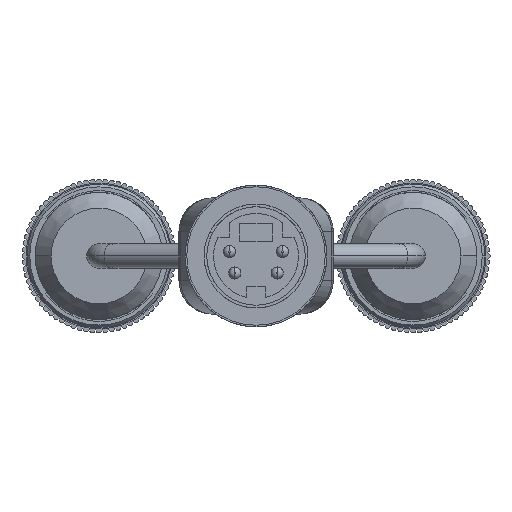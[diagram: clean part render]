
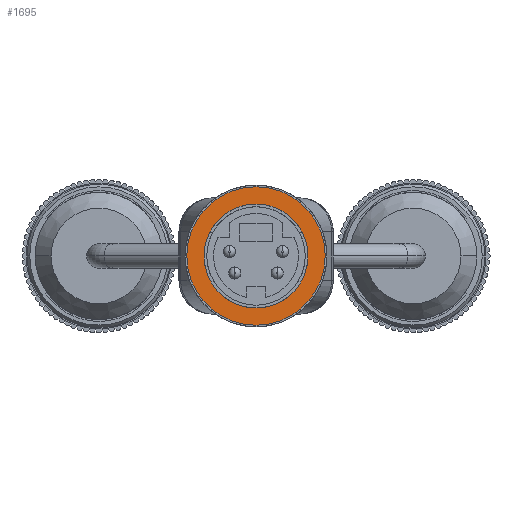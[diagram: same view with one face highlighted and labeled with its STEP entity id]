
A CAD part, front view. The second image highlights one B-rep face of the part: STEP entity #1695.
In plain terms, the highlighted face is planar.
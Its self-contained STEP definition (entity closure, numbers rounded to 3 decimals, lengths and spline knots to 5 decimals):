
#1589 = EDGE_CURVE ( 'NONE', #20364, #20341, #6863, .T. ) ;
#1695 = ADVANCED_FACE ( 'NONE', ( #6965, #6964 ), #6970, .T. ) ;
#1697 = EDGE_LOOP ( 'NONE', ( #1706, #1712 ) ) ;
#1701 = EDGE_CURVE ( 'NONE', #14427, #16114, #6963, .T. ) ;
#1706 = ORIENTED_EDGE ( 'NONE', *, *, #1701, .T. ) ;
#1707 = EDGE_LOOP ( 'NONE', ( #1713, #1721 ) ) ;
#1712 = ORIENTED_EDGE ( 'NONE', *, *, #16263, .T. ) ;
#1713 = ORIENTED_EDGE ( 'NONE', *, *, #1589, .F. ) ;
#1721 = ORIENTED_EDGE ( 'NONE', *, *, #20343, .F. ) ;
#6859 = DIRECTION ( 'NONE',  ( 0., 0., 1. ) ) ;
#6860 = DIRECTION ( 'NONE',  ( 0., 1., 0. ) ) ;
#6861 = CARTESIAN_POINT ( 'NONE',  ( 0., 0.0195, 0. ) ) ;
#6862 = AXIS2_PLACEMENT_3D ( 'NONE', #6861, #6860, #6859 ) ;
#6863 = CIRCLE ( 'NONE', #6862, 0.1925 ) ;
#6959 = DIRECTION ( 'NONE',  ( 0., 0., 1. ) ) ;
#6960 = DIRECTION ( 'NONE',  ( 0., 1., 0. ) ) ;
#6961 = CARTESIAN_POINT ( 'NONE',  ( 0., 0.0195, 0. ) ) ;
#6962 = AXIS2_PLACEMENT_3D ( 'NONE', #6961, #6960, #6959 ) ;
#6963 = CIRCLE ( 'NONE', #7031, 0.2565 ) ;
#6964 = FACE_BOUND ( 'NONE', #1707, .T. ) ;
#6965 = FACE_OUTER_BOUND ( 'NONE', #1697, .T. ) ;
#6970 = PLANE ( 'NONE',  #6962 ) ;
#7028 = DIRECTION ( 'NONE',  ( 0., 0., 1. ) ) ;
#7029 = DIRECTION ( 'NONE',  ( 0., 1., 0. ) ) ;
#7030 = CARTESIAN_POINT ( 'NONE',  ( 0., 0.0195, 0. ) ) ;
#7031 = AXIS2_PLACEMENT_3D ( 'NONE', #7030, #7029, #7028 ) ;
#13646 = CARTESIAN_POINT ( 'NONE',  ( 0., 0.0195, -0.2565 ) ) ;
#13673 = DIRECTION ( 'NONE',  ( 0., 0., 1. ) ) ;
#13674 = DIRECTION ( 'NONE',  ( 0., 1., 0. ) ) ;
#13675 = CARTESIAN_POINT ( 'NONE',  ( 0., 0.0195, 0. ) ) ;
#13676 = AXIS2_PLACEMENT_3D ( 'NONE', #13675, #13674, #13673 ) ;
#13677 = CIRCLE ( 'NONE', #13676, 0.2565 ) ;
#13678 = CARTESIAN_POINT ( 'NONE',  ( 0., 0.0195, 0.2565 ) ) ;
#14427 = VERTEX_POINT ( 'NONE', #13646 ) ;
#14951 = CIRCLE ( 'NONE', #14959, 0.1925 ) ;
#14957 = DIRECTION ( 'NONE',  ( 0., 0., 1. ) ) ;
#14958 = DIRECTION ( 'NONE',  ( 0., 1., 0. ) ) ;
#14959 = AXIS2_PLACEMENT_3D ( 'NONE', #14988, #14958, #14957 ) ;
#14988 = CARTESIAN_POINT ( 'NONE',  ( 0., 0.0195, 0. ) ) ;
#15428 = CARTESIAN_POINT ( 'NONE',  ( 0., 0.0195, 0.1925 ) ) ;
#15522 = CARTESIAN_POINT ( 'NONE',  ( 0., 0.0195, -0.1925 ) ) ;
#16114 = VERTEX_POINT ( 'NONE', #13678 ) ;
#16263 = EDGE_CURVE ( 'NONE', #16114, #14427, #13677, .T. ) ;
#20341 = VERTEX_POINT ( 'NONE', #15428 ) ;
#20343 = EDGE_CURVE ( 'NONE', #20341, #20364, #14951, .T. ) ;
#20364 = VERTEX_POINT ( 'NONE', #15522 ) ;
